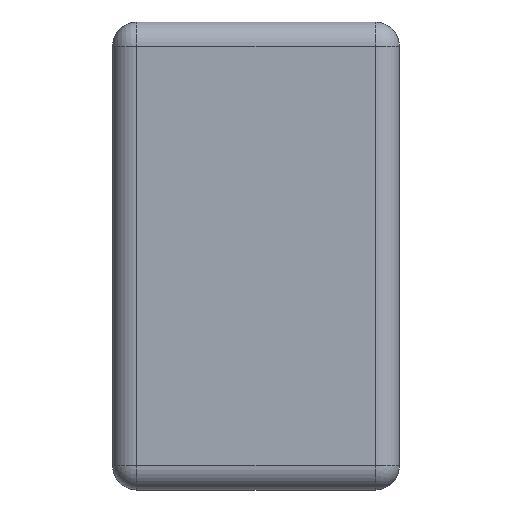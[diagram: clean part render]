
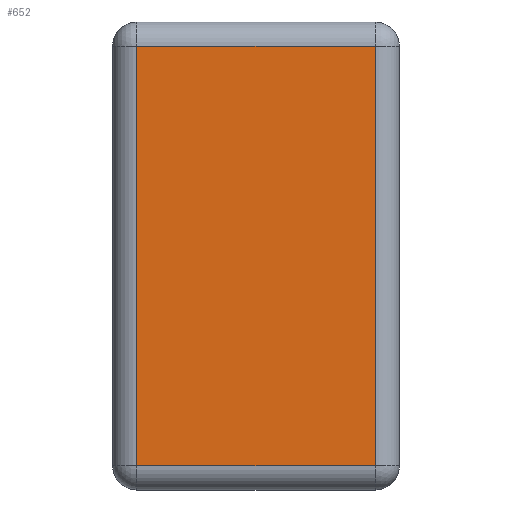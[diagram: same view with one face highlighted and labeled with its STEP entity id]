
A CAD part, left-side view. The second image highlights one B-rep face of the part: STEP entity #652.
In plain terms, the highlighted planar face has unit normal (-1, 0, 0).
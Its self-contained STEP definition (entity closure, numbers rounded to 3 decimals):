
#91 = DIRECTION ( 'NONE',  ( 0., 0., -1. ) ) ;
#129 = VECTOR ( 'NONE', #842, 1000. ) ;
#183 = CARTESIAN_POINT ( 'NONE',  ( -1.65, 0.98, -0.8 ) ) ;
#229 = AXIS2_PLACEMENT_3D ( 'NONE', #183, #682, #91 ) ;
#249 = ORIENTED_EDGE ( 'NONE', *, *, #1256, .T. ) ;
#288 = ORIENTED_EDGE ( 'NONE', *, *, #1196, .T. ) ;
#390 = EDGE_CURVE ( 'NONE', #595, #832, #1054, .T. ) ;
#447 = DIRECTION ( 'NONE',  ( 0., 1., 0. ) ) ;
#451 = EDGE_CURVE ( 'NONE', #529, #595, #764, .T. ) ;
#462 = VERTEX_POINT ( 'NONE', #542 ) ;
#529 = VERTEX_POINT ( 'NONE', #1079 ) ;
#542 = CARTESIAN_POINT ( 'NONE',  ( -1.65, 0.083, -0.717 ) ) ;
#560 = CARTESIAN_POINT ( 'NONE',  ( -1.65, 0.897, 0.718 ) ) ;
#595 = VERTEX_POINT ( 'NONE', #560 ) ;
#599 = LINE ( 'NONE', #878, #1163 ) ;
#650 = CARTESIAN_POINT ( 'NONE',  ( -1.65, 0.897, -0.8 ) ) ;
#652 = ADVANCED_FACE ( 'NONE', ( #870 ), #881, .F. ) ;
#682 = DIRECTION ( 'NONE',  ( 1., 0., 0. ) ) ;
#705 = VECTOR ( 'NONE', #447, 1000. ) ;
#744 = DIRECTION ( 'NONE',  ( 0., 0., 1. ) ) ;
#756 = ORIENTED_EDGE ( 'NONE', *, *, #451, .T. ) ;
#764 = LINE ( 'NONE', #1034, #705 ) ;
#818 = CARTESIAN_POINT ( 'NONE',  ( -1.65, 0.083, -0.8 ) ) ;
#832 = VERTEX_POINT ( 'NONE', #1084 ) ;
#842 = DIRECTION ( 'NONE',  ( 0., 0., -1. ) ) ;
#870 = FACE_OUTER_BOUND ( 'NONE', #1097, .T. ) ;
#878 = CARTESIAN_POINT ( 'NONE',  ( -1.65, 0.98, -0.717 ) ) ;
#881 = PLANE ( 'NONE',  #229 ) ;
#884 = DIRECTION ( 'NONE',  ( 0., -1., 0. ) ) ;
#966 = ORIENTED_EDGE ( 'NONE', *, *, #390, .T. ) ;
#967 = VECTOR ( 'NONE', #744, 1000. ) ;
#1034 = CARTESIAN_POINT ( 'NONE',  ( -1.65, 0.98, 0.718 ) ) ;
#1054 = LINE ( 'NONE', #650, #129 ) ;
#1079 = CARTESIAN_POINT ( 'NONE',  ( -1.65, 0.083, 0.718 ) ) ;
#1084 = CARTESIAN_POINT ( 'NONE',  ( -1.65, 0.897, -0.717 ) ) ;
#1097 = EDGE_LOOP ( 'NONE', ( #966, #288, #249, #756 ) ) ;
#1099 = LINE ( 'NONE', #818, #967 ) ;
#1163 = VECTOR ( 'NONE', #884, 1000. ) ;
#1196 = EDGE_CURVE ( 'NONE', #832, #462, #599, .T. ) ;
#1256 = EDGE_CURVE ( 'NONE', #462, #529, #1099, .T. ) ;
